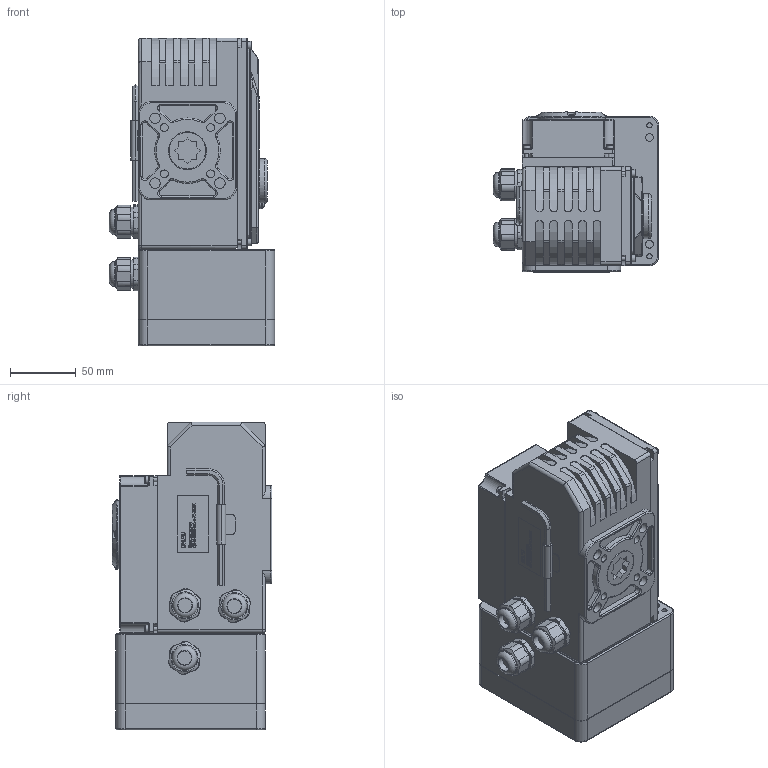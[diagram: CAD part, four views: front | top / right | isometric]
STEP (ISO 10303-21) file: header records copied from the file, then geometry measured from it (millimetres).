
FILE_DESCRIPTION(/* description */ (''),/* implementation_level */ '2;1');
FILE_NAME(/* name */ 'QT-N-005EM_3D_STEP.stp',/* time_stamp */ '2025-12-23T14:07:59+03:00',/* author */ ('igorr'),/* organization */ (''),/* preprocessor_version */ 'ST-DEVELOPER v20',/* originating_system */ 'Autodesk Inventor 2025',/* authorisation */ '');
FILE_SCHEMA (('AUTOMOTIVE_DESIGN { 1 0 10303 214 3 1 1 }'));
Length unit declared in the file: millimetre
Products named in the file (8): Сборка; Деталь; AS 1420 - 1973 - M3 x 20; AS 1427 - M3 x 16; AS 1427 - M3 x 5; Деталь1; Деталь1_1; AS 1420 - 1973 - M4 x 20
Assembly tree (22 placements, depth 2):
  Сборка
    Деталь
    AS 1420 - 1973 - M3 x 20  x8
    AS 1427 - M3 x 16  x4
    AS 1427 - M3 x 5
    Деталь1_1  x3
    Деталь1
    AS 1420 - 1973 - M4 x 20  x4
Bounding box: 126.09 x 122 x 235 mm (x, y, z)
Volume: 2265500.4 mm3; surface area: 217153 mm2
Topology: 22 solids, 22 shells, 1698 faces, 4358 edges, 2836 vertices
Faces by surface type: plane 865, cylinder 327, bspline 283, torus 110, cone 93, sphere 20
Full cylindrical faces by diameter (mm): 2.693 x5, 3 x13, 4 x6, 5.5 x8, 6 x6, 7 x8, 8 x4, 10.752 x1, 10.772 x3, 18.963 x3, 21.521 x3, 24.332 x1, 28 x1, 29 x1, 34.169 x1, 34.486 x1, 40 x1, 42.826 x1, 52 x1
Entity records: 46815 total; most frequent: CARTESIAN_POINT 12782, ORIENTED_EDGE 7162, DIRECTION 5905, EDGE_CURVE 3581, VERTEX_POINT 2326, LINE 2207, VECTOR 2207, AXIS2_PLACEMENT_3D 1849
